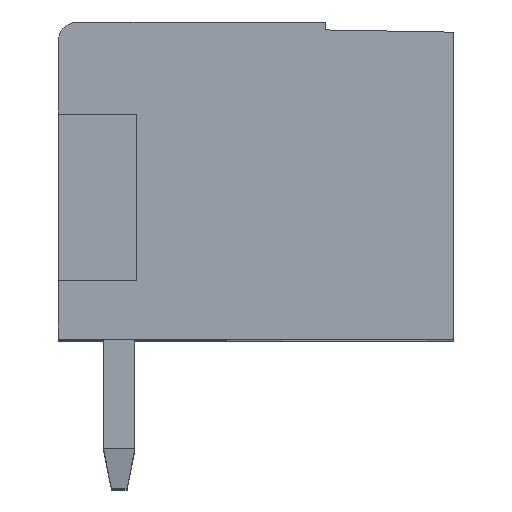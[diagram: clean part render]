
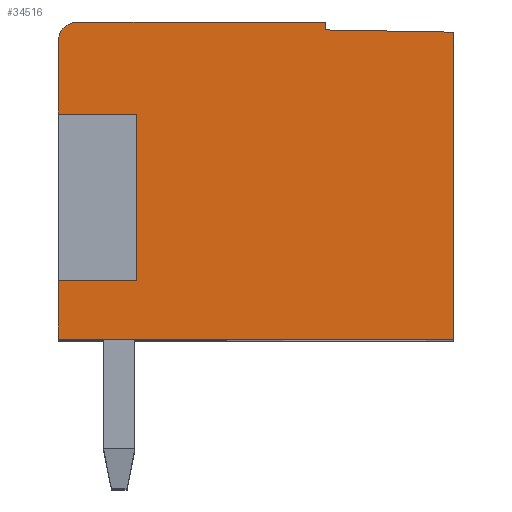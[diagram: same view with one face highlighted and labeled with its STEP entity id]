
A CAD part, top view. The second image highlights one B-rep face of the part: STEP entity #34516.
In plain terms, the highlighted planar face has unit normal (0, 0, 1).
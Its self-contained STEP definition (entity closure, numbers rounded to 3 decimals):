
#317=DIRECTION('',(-1.,0.,0.));
#318=VECTOR('',#317,6.326);
#319=CARTESIAN_POINT('',(-13.889,8.199,168.212));
#320=LINE('',#319,#318);
#12374=DIRECTION('',(0.,-1.,0.));
#12375=VECTOR('',#12374,7.84);
#12376=CARTESIAN_POINT('',(-10.615,7.94,
168.212));
#12377=LINE('',#12376,#12375);
#12378=DIRECTION('',(-1.,0.,0.));
#12379=VECTOR('',#12378,10.1);
#12380=CARTESIAN_POINT('',(-10.615,0.099,
168.212));
#12381=LINE('',#12380,#12379);
#12382=DIRECTION('',(0.,1.,0.));
#12383=VECTOR('',#12382,1.5);
#12384=CARTESIAN_POINT('',(-20.715,0.099,
168.212));
#12385=LINE('',#12384,#12383);
#12386=DIRECTION('',(1.,0.,0.));
#12387=VECTOR('',#12386,2.);
#12388=CARTESIAN_POINT('',(-20.715,1.599,
168.212));
#12389=LINE('',#12388,#12387);
#12390=DIRECTION('',(0.,1.,0.));
#12391=VECTOR('',#12390,1.85);
#12392=CARTESIAN_POINT('',(-20.715,5.849,
168.212));
#12393=LINE('',#12392,#12391);
#12394=CARTESIAN_POINT('',(-20.215,7.699,
168.212));
#12395=DIRECTION('',(0.,0.,-1.));
#12396=DIRECTION('',(-1.,0.,0.));
#12397=AXIS2_PLACEMENT_3D('',#12394,#12395,#12396);
#12399=DIRECTION('',(0.,-1.,0.));
#12400=VECTOR('',#12399,0.202);
#12401=CARTESIAN_POINT('',(-13.889,8.199,
168.212));
#12402=LINE('',#12401,#12400);
#12403=DIRECTION('',(1.,-0.017,0.));
#12404=VECTOR('',#12403,3.274);
#12405=CARTESIAN_POINT('',(-13.889,7.997,
168.212));
#12406=LINE('',#12405,#12404);
#12435=DIRECTION('',(1.,0.,0.));
#12436=VECTOR('',#12435,2.);
#12437=CARTESIAN_POINT('',(-20.715,5.849,
168.212));
#12438=LINE('',#12437,#12436);
#12443=DIRECTION('',(0.,-1.,0.));
#12444=VECTOR('',#12443,4.25);
#12445=CARTESIAN_POINT('',(-18.715,5.849,
168.212));
#12446=LINE('',#12445,#12444);
#12447=CARTESIAN_POINT('',(-10.615,7.94,
168.212));
#12448=CARTESIAN_POINT('',(-10.615,0.099,
168.212));
#12449=VERTEX_POINT('',#12447);
#12450=VERTEX_POINT('',#12448);
#12683=CARTESIAN_POINT('',(-20.715,5.849,
168.212));
#12684=CARTESIAN_POINT('',(-20.715,7.699,
168.212));
#12685=VERTEX_POINT('',#12683);
#12686=VERTEX_POINT('',#12684);
#12691=CARTESIAN_POINT('',(-20.715,1.599,
168.212));
#12692=VERTEX_POINT('',#12691);
#12693=CARTESIAN_POINT('',(-20.715,0.099,
168.212));
#12694=VERTEX_POINT('',#12693);
#12723=CARTESIAN_POINT('',(-20.215,8.199,
168.212));
#12724=VERTEX_POINT('',#12723);
#12725=CARTESIAN_POINT('',(-13.889,8.199,
168.212));
#12726=VERTEX_POINT('',#12725);
#12727=CARTESIAN_POINT('',(-13.889,7.997,
168.212));
#12728=VERTEX_POINT('',#12727);
#12729=CARTESIAN_POINT('',(-18.715,1.599,
168.212));
#12730=VERTEX_POINT('',#12729);
#12731=CARTESIAN_POINT('',(-18.715,5.849,
168.212));
#12732=VERTEX_POINT('',#12731);
#34495=CARTESIAN_POINT('',(-10.615,0.099,
168.212));
#34496=DIRECTION('',(0.,0.,-1.));
#34497=DIRECTION('',(0.,1.,0.));
#34498=AXIS2_PLACEMENT_3D('',#34495,#34496,#34497);
#34499=PLANE('',#34498);
#34500=ORIENTED_EDGE('',*,*,#16289,.T.);
#34501=ORIENTED_EDGE('',*,*,#17814,.T.);
#34502=ORIENTED_EDGE('',*,*,#16654,.T.);
#34504=ORIENTED_EDGE('',*,*,#34503,.T.);
#34506=ORIENTED_EDGE('',*,*,#34505,.F.);
#34508=ORIENTED_EDGE('',*,*,#34507,.F.);
#34509=ORIENTED_EDGE('',*,*,#16646,.T.);
#34510=ORIENTED_EDGE('',*,*,#16611,.T.);
#34511=ORIENTED_EDGE('',*,*,#16596,.F.);
#34512=ORIENTED_EDGE('',*,*,#16581,.T.);
#34513=ORIENTED_EDGE('',*,*,#16566,.T.);
#34514=EDGE_LOOP('',(#34500,#34501,#34502,#34504,#34506,#34508,#34509,#34510,
#34511,#34512,#34513));
#34515=FACE_OUTER_BOUND('',#34514,.F.);
#12398=CIRCLE('',#12397,0.5);
#16289=EDGE_CURVE('',#12449,#12450,#12377,.T.);
#16566=EDGE_CURVE('',#12728,#12449,#12406,.T.);
#16581=EDGE_CURVE('',#12726,#12728,#12402,.T.);
#16596=EDGE_CURVE('',#12726,#12724,#320,.T.);
#16611=EDGE_CURVE('',#12686,#12724,#12398,.T.);
#16646=EDGE_CURVE('',#12685,#12686,#12393,.T.);
#16654=EDGE_CURVE('',#12694,#12692,#12385,.T.);
#17814=EDGE_CURVE('',#12450,#12694,#12381,.T.);
#34503=EDGE_CURVE('',#12692,#12730,#12389,.T.);
#34505=EDGE_CURVE('',#12732,#12730,#12446,.T.);
#34507=EDGE_CURVE('',#12685,#12732,#12438,.T.);
#34516=ADVANCED_FACE('',(#34515),#34499,.F.);
